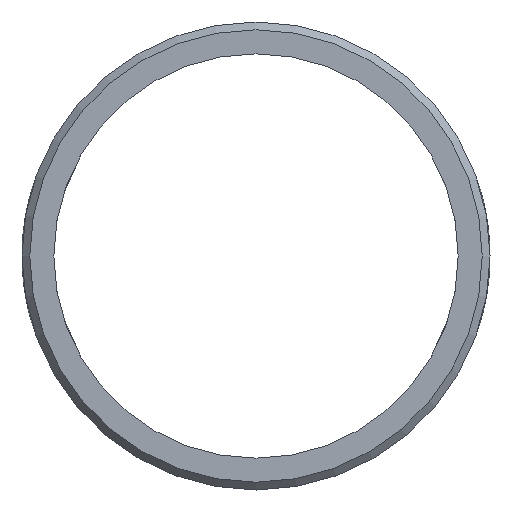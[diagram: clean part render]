
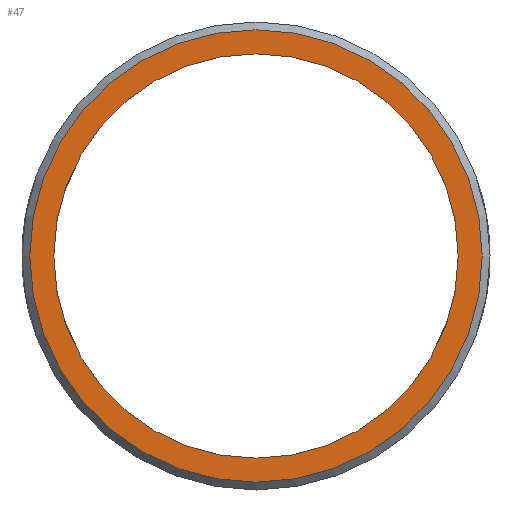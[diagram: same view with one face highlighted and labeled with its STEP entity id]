
A CAD part, front view. The second image highlights one B-rep face of the part: STEP entity #47.
In plain terms, the highlighted planar face has unit normal (0, -1, 0).
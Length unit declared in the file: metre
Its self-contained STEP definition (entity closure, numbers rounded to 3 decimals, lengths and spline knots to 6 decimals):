
#47 = ADVANCED_FACE( '', ( #91, #92 ), #93, .F. );
#91 = FACE_OUTER_BOUND( '', #138, .T. );
#92 = FACE_BOUND( '', #139, .T. );
#93 = PLANE( '', #140 );
#138 = EDGE_LOOP( '', ( #184 ) );
#139 = EDGE_LOOP( '', ( #185 ) );
#140 = AXIS2_PLACEMENT_3D( '', #186, #187, #188 );
#184 = ORIENTED_EDGE( '', *, *, #225, .T. );
#185 = ORIENTED_EDGE( '', *, *, #226, .F. );
#186 = CARTESIAN_POINT( '', ( 0., 0., 0. ) );
#187 = DIRECTION( '', ( 0., 1., 0. ) );
#188 = DIRECTION( '', ( 0., 0., 1. ) );
#225 = EDGE_CURVE( '', #249, #249, #250, .F. );
#226 = EDGE_CURVE( '', #251, #251, #252, .T. );
#249 = VERTEX_POINT( '', #468 );
#250 = CIRCLE( '', #469, 0.0145 );
#251 = VERTEX_POINT( '', #470 );
#252 = CIRCLE( '', #471, 0.012959 );
#468 = CARTESIAN_POINT( '', ( 0., 0., 0.0145 ) );
#469 = AXIS2_PLACEMENT_3D( '', #554, #555, #556 );
#470 = CARTESIAN_POINT( '', ( 0.012959, 0., 0. ) );
#471 = AXIS2_PLACEMENT_3D( '', #557, #558, #559 );
#554 = CARTESIAN_POINT( '', ( 0., 0., 0. ) );
#555 = DIRECTION( '', ( 0., 1., 0. ) );
#556 = DIRECTION( '', ( 0., 0., 1. ) );
#557 = CARTESIAN_POINT( '', ( 0., 0., 0. ) );
#558 = DIRECTION( '', ( 0., -1., 0. ) );
#559 = DIRECTION( '', ( 1., 0., 0. ) );
